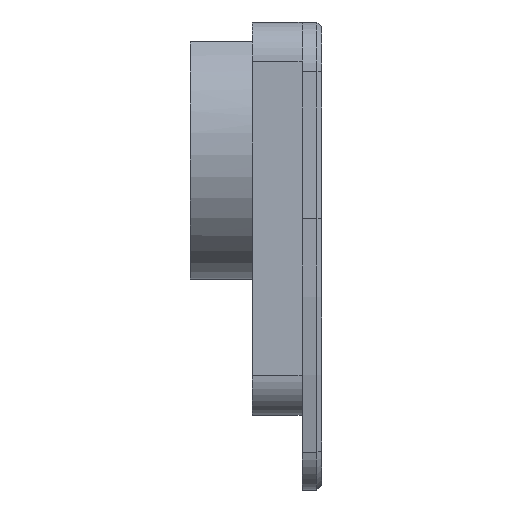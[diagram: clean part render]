
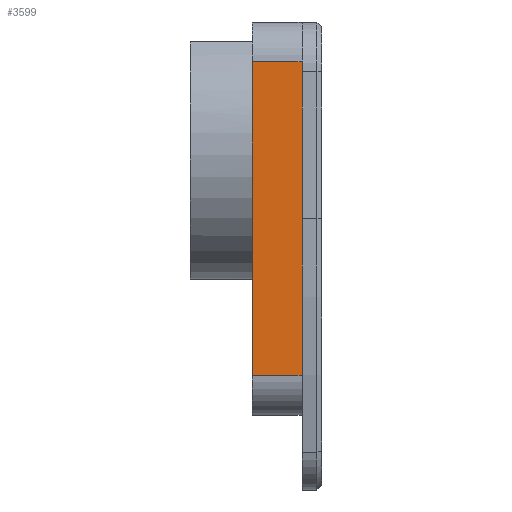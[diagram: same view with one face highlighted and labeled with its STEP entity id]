
A CAD part, front view. The second image highlights one B-rep face of the part: STEP entity #3599.
In plain terms, the highlighted planar face has unit normal (0, -1, 0).
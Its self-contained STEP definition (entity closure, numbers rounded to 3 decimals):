
#57=PLANE('',#3834);
#176=FACE_OUTER_BOUND('',#363,.T.);
#363=EDGE_LOOP('',(#2497,#2498,#2499,#2500,#2501));
#618=LINE('',#5435,#985);
#619=LINE('',#5438,#986);
#620=LINE('',#5440,#987);
#621=LINE('',#5441,#988);
#622=LINE('',#5442,#989);
#985=VECTOR('',#4311,1000.);
#986=VECTOR('',#4314,1000.);
#987=VECTOR('',#4315,1000.);
#988=VECTOR('',#4316,1000.);
#989=VECTOR('',#4317,1000.);
#1491=VERTEX_POINT('',#5274);
#1554=VERTEX_POINT('',#5429);
#1556=VERTEX_POINT('',#5433);
#1557=VERTEX_POINT('',#5437);
#1558=VERTEX_POINT('',#5439);
#1931=EDGE_CURVE('',#1556,#1554,#618,.T.);
#1932=EDGE_CURVE('',#1556,#1557,#619,.T.);
#1933=EDGE_CURVE('',#1557,#1558,#620,.T.);
#1934=EDGE_CURVE('',#1491,#1558,#621,.T.);
#1935=EDGE_CURVE('',#1554,#1491,#622,.T.);
#2497=ORIENTED_EDGE('',*,*,#1932,.T.);
#2498=ORIENTED_EDGE('',*,*,#1933,.T.);
#2499=ORIENTED_EDGE('',*,*,#1934,.F.);
#2500=ORIENTED_EDGE('',*,*,#1935,.F.);
#2501=ORIENTED_EDGE('',*,*,#1931,.F.);
#3599=ADVANCED_FACE('',(#176),#57,.T.);
#3834=AXIS2_PLACEMENT_3D('',#5436,#4312,#4313);
#4311=DIRECTION('',(1.,0.,0.));
#4312=DIRECTION('center_axis',(0.,-1.,0.));
#4313=DIRECTION('ref_axis',(-1.,0.,0.));
#4314=DIRECTION('',(0.,0.,-1.));
#4315=DIRECTION('',(1.,0.,0.));
#4316=DIRECTION('',(0.,0.,-1.));
#4317=DIRECTION('',(0.,0.,-1.));
#5274=CARTESIAN_POINT('',(106.035,-7.4,86.479));
#5429=CARTESIAN_POINT('',(106.035,-7.4,99.079));
#5433=CARTESIAN_POINT('',(102.035,-7.4,99.079));
#5435=CARTESIAN_POINT('',(102.435,-7.4,99.079));
#5436=CARTESIAN_POINT('Origin',(102.435,-7.4,99.079));
#5437=CARTESIAN_POINT('',(102.035,-7.4,73.879));
#5438=CARTESIAN_POINT('',(102.035,-7.4,59.479));
#5439=CARTESIAN_POINT('',(106.035,-7.4,73.879));
#5440=CARTESIAN_POINT('',(102.435,-7.4,73.879));
#5441=CARTESIAN_POINT('',(106.035,-7.4,99.079));
#5442=CARTESIAN_POINT('',(106.035,-7.4,99.079));
